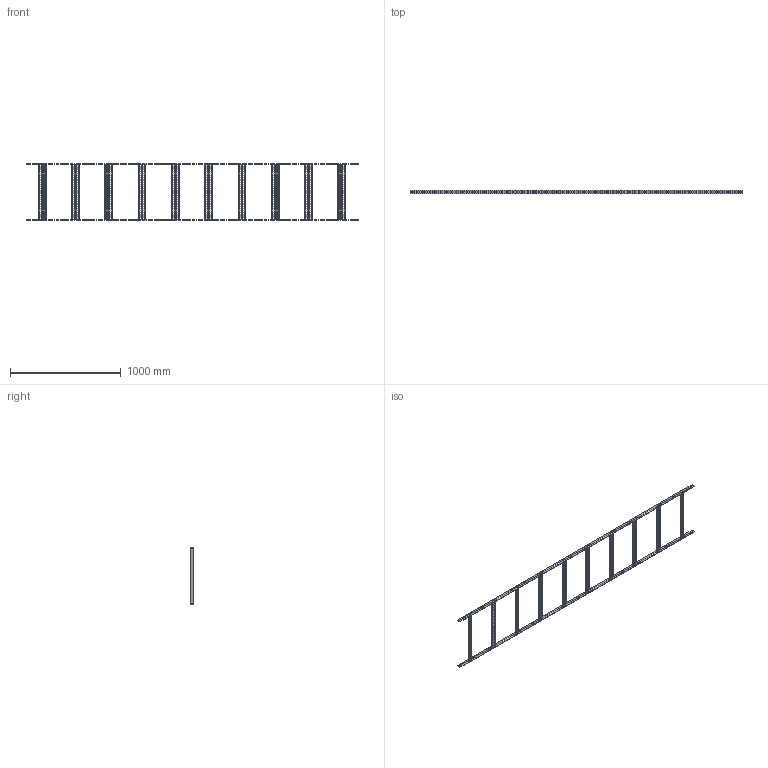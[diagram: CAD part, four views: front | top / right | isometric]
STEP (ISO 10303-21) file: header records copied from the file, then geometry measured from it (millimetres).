
FILE_DESCRIPTION (( 'STEP AP214' ), '1' );
FILE_NAME ('7098012.stp', '2018-01-26T07:14:56', ( '' ), ( '' ), 'SwSTEP 2.0', 'SolidWorks 2016', '' );
FILE_SCHEMA (( 'AUTOMOTIVE_DESIGN' ));
Length unit declared in the file: millimetre
Products named in the file (3): 014697_gelocht; 014704_Z-Sprosse-500; 7098012
Assembly tree (12 placements, depth 2):
  7098012
    014704_Z-Sprosse-500  x10
    014697_gelocht  x2
Bounding box: 2994 x 35 x 506 mm (x, y, z)
Volume: 966161.5 mm3; surface area: 1294973.2 mm2
Topology: 12 solids, 12 shells, 3312 faces, 9864 edges, 6576 vertices
Faces by surface type: plane 1752, cylinder 1560
Entity records: 20190 total; most frequent: DIRECTION 3498, CARTESIAN_POINT 3451, ORIENTED_EDGE 3432, EDGE_CURVE 1716, AXIS2_PLACEMENT_3D 1191, VERTEX_POINT 1144, VECTOR 1116, LINE 1116
